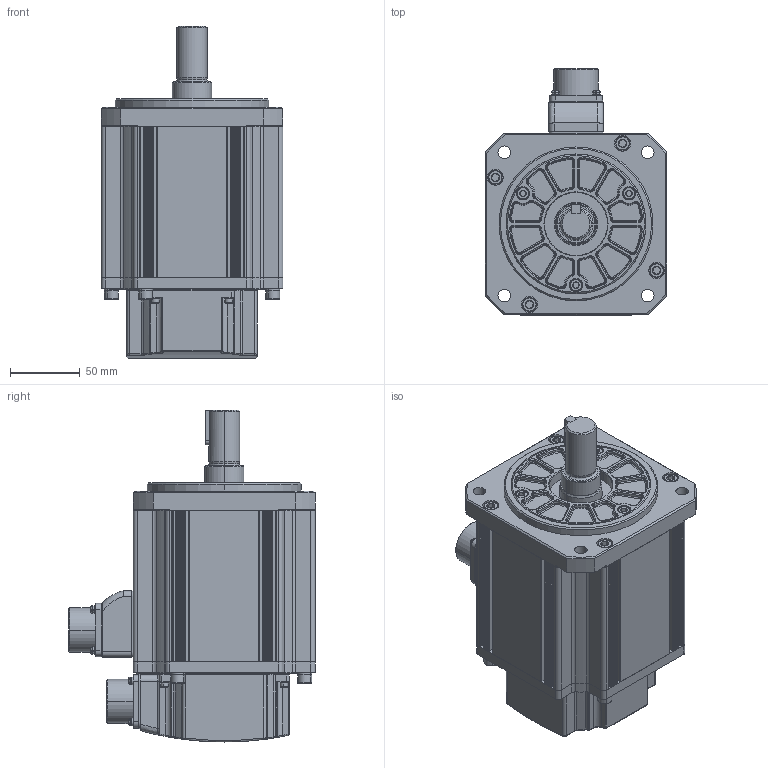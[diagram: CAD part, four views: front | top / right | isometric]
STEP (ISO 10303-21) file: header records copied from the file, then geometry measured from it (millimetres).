
FILE_DESCRIPTION (( 'STEP AP214' ), '1' );
FILE_NAME ('FM13GA001G03_Out Line(APM-FE22A_K,FE16D_K,FE13G_K,FE09M_K).STEP', '2018-07-10T02:18:19', ( '' ), ( '' ), 'SwSTEP 2.0', 'SolidWorks 2011', '' );
FILE_SCHEMA (( 'AUTOMOTIVE_DESIGN' ));
Length unit declared in the file: millimetre
Products named in the file (1): FM13GA001G03_Out Line(APM-FE22A_K,FE16D_K,FE13G_K,FE09M_K)
Bounding box: 130 x 176.05 x 237.3 mm (x, y, z)
Volume: 2432599.4 mm3; surface area: 302193.7 mm2
Topology: 56 solids, 56 shells, 2127 faces, 5285 edges, 3325 vertices
Faces by surface type: cylinder 801, plane 706, torus 229, cone 228, bspline 163
Entity records: 95964 total; most frequent: CARTESIAN_POINT 21062, DIRECTION 10987, ORIENTED_EDGE 10454, EDGE_CURVE 5227, AXIS2_PLACEMENT_3D 4274, VERTEX_POINT 3325, LINE 2439, VECTOR 2439
